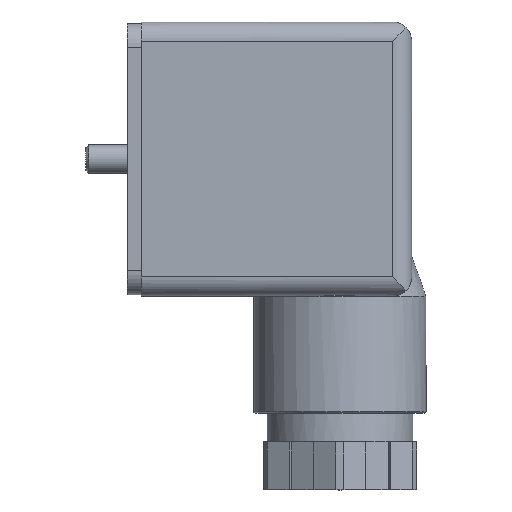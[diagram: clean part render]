
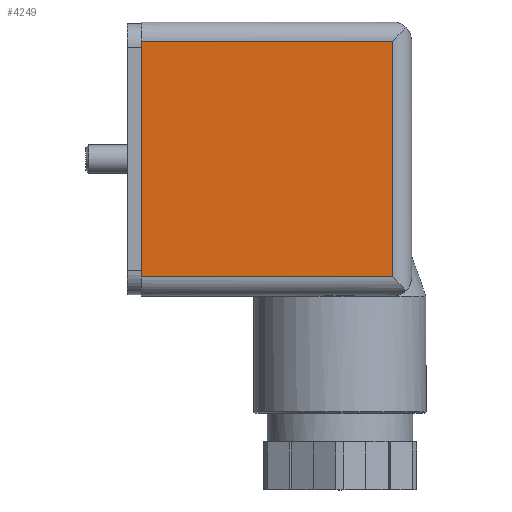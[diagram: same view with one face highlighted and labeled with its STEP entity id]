
A CAD part, top view. The second image highlights one B-rep face of the part: STEP entity #4249.
In plain terms, the highlighted planar face has unit normal (0, 0, 1).
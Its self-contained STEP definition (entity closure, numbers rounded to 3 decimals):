
#319=ORIENTED_EDGE('',*,*,#1197,.T.);
#320=ORIENTED_EDGE('',*,*,#1192,.T.);
#321=ORIENTED_EDGE('',*,*,#1178,.F.);
#322=ORIENTED_EDGE('',*,*,#1198,.T.);
#1178=EDGE_CURVE('',#1615,#1616,#1891,.T.);
#1192=EDGE_CURVE('',#1627,#1616,#1897,.T.);
#1197=EDGE_CURVE('',#1631,#1627,#1900,.T.);
#1198=EDGE_CURVE('',#1615,#1631,#1901,.F.);
#1615=VERTEX_POINT('',#5822);
#1616=VERTEX_POINT('',#5824);
#1627=VERTEX_POINT('',#5855);
#1631=VERTEX_POINT('',#5865);
#1891=LINE('',#5823,#2215);
#1897=LINE('',#5854,#2221);
#1900=LINE('',#5864,#2224);
#1901=LINE('',#5866,#2225);
#2215=VECTOR('',#4851,1000.);
#2221=VECTOR('',#4875,1000.);
#2224=VECTOR('',#4884,1000.);
#2225=VECTOR('',#4885,1000.);
#2504=EDGE_LOOP('',(#319,#320,#321,#322));
#2703=FACE_BOUND('',#2504,.T.);
#2891=PLANE('',#4464);
#4249=ADVANCED_FACE('',(#2703),#2891,.T.);
#4464=AXIS2_PLACEMENT_3D('',#5863,#4882,#4883);
#4851=DIRECTION('',(-1.,0.,0.));
#4875=DIRECTION('',(0.,-1.,0.));
#4882=DIRECTION('',(0.,0.,1.));
#4883=DIRECTION('',(1.,0.,0.));
#4884=DIRECTION('',(-1.,0.,0.));
#4885=DIRECTION('',(0.,-1.,0.));
#5822=CARTESIAN_POINT('',(5.5,-12.3,10.4));
#5823=CARTESIAN_POINT('',(9.3,-12.3,10.4));
#5824=CARTESIAN_POINT('',(-20.7,-12.3,10.4));
#5854=CARTESIAN_POINT('',(-20.7,14.3,10.4));
#5855=CARTESIAN_POINT('',(-20.7,12.3,10.4));
#5863=CARTESIAN_POINT('',(5.5,-12.3,10.4));
#5864=CARTESIAN_POINT('',(9.3,12.3,10.4));
#5865=CARTESIAN_POINT('',(5.5,12.3,10.4));
#5866=CARTESIAN_POINT('',(5.5,27.,10.4));
